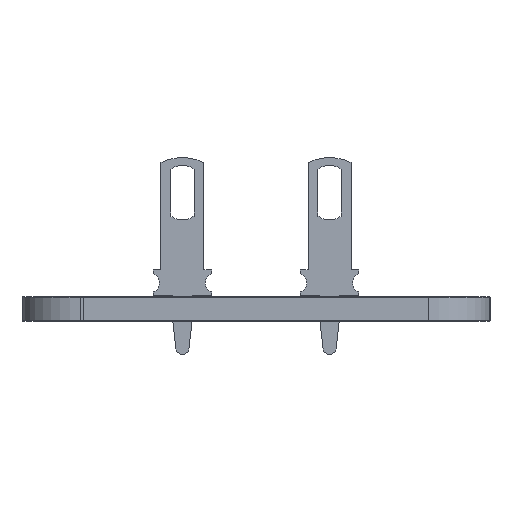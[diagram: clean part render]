
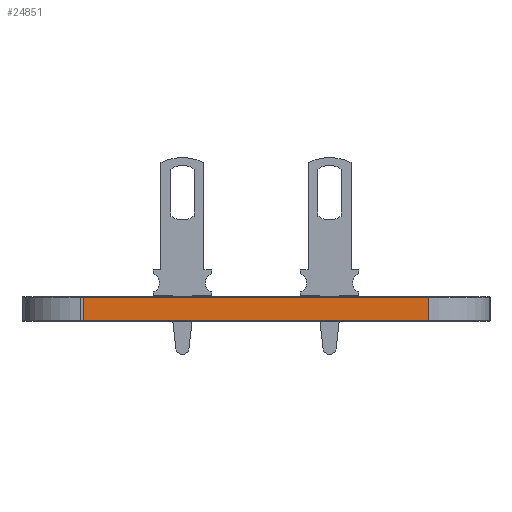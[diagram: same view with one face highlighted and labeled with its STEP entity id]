
A CAD part, left-side view. The second image highlights one B-rep face of the part: STEP entity #24851.
In plain terms, the highlighted planar face has unit normal (-1, 0, 0).
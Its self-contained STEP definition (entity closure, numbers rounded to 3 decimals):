
#22237 = VERTEX_POINT('',#22238);
#22238 = CARTESIAN_POINT('',(0.,26.5,0.));
#22244 = EDGE_CURVE('',#22245,#22237,#22247,.T.);
#22245 = VERTEX_POINT('',#22246);
#22246 = CARTESIAN_POINT('',(0.,4.,0.));
#22247 = LINE('',#22248,#22249);
#22248 = CARTESIAN_POINT('',(0.,4.,0.));
#22249 = VECTOR('',#22250,1.);
#22250 = DIRECTION('',(0.,1.,0.));
#23505 = VERTEX_POINT('',#23506);
#23506 = CARTESIAN_POINT('',(0.,26.5,1.51));
#23512 = EDGE_CURVE('',#23513,#23505,#23515,.T.);
#23513 = VERTEX_POINT('',#23514);
#23514 = CARTESIAN_POINT('',(0.,4.,1.51));
#23515 = LINE('',#23516,#23517);
#23516 = CARTESIAN_POINT('',(0.,4.,1.51));
#23517 = VECTOR('',#23518,1.);
#23518 = DIRECTION('',(0.,1.,0.));
#24821 = EDGE_CURVE('',#22237,#23505,#24822,.T.);
#24822 = LINE('',#24823,#24824);
#24823 = CARTESIAN_POINT('',(0.,26.5,0.));
#24824 = VECTOR('',#24825,1.);
#24825 = DIRECTION('',(0.,0.,1.));
#24851 = ADVANCED_FACE('',(#24852),#24863,.T.);
#24852 = FACE_BOUND('',#24853,.T.);
#24853 = EDGE_LOOP('',(#24854,#24860,#24861,#24862));
#24854 = ORIENTED_EDGE('',*,*,#24855,.T.);
#24855 = EDGE_CURVE('',#22245,#23513,#24856,.T.);
#24856 = LINE('',#24857,#24858);
#24857 = CARTESIAN_POINT('',(0.,4.,0.));
#24858 = VECTOR('',#24859,1.);
#24859 = DIRECTION('',(0.,0.,1.));
#24860 = ORIENTED_EDGE('',*,*,#23512,.T.);
#24861 = ORIENTED_EDGE('',*,*,#24821,.F.);
#24862 = ORIENTED_EDGE('',*,*,#22244,.F.);
#24863 = PLANE('',#24864);
#24864 = AXIS2_PLACEMENT_3D('',#24865,#24866,#24867);
#24865 = CARTESIAN_POINT('',(0.,4.,0.));
#24866 = DIRECTION('',(-1.,0.,0.));
#24867 = DIRECTION('',(0.,1.,0.));
